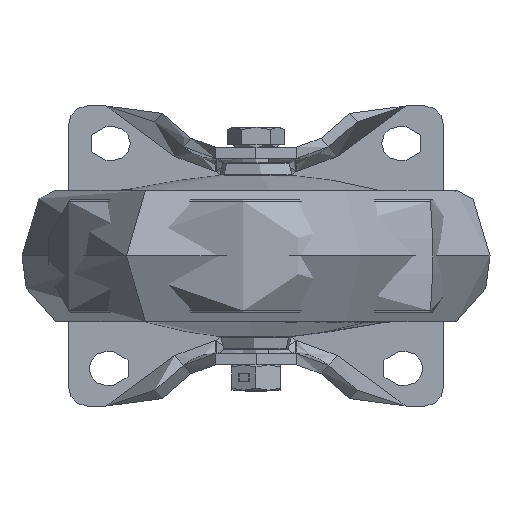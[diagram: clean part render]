
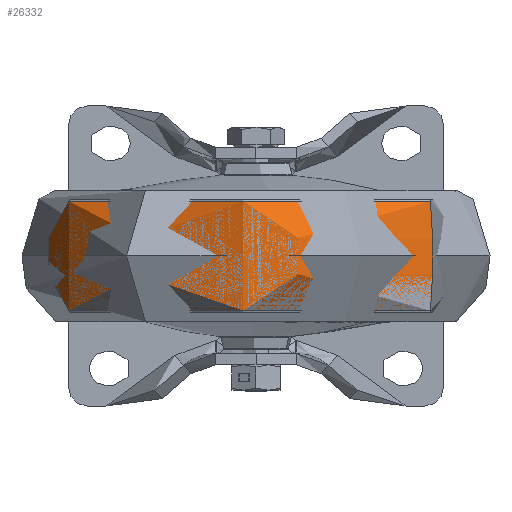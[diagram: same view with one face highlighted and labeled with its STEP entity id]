
A CAD part, front view. The second image highlights one B-rep face of the part: STEP entity #26332.
In plain terms, the highlighted toroidal (fillet/blend) face has major radius 83.478 mm and minor radius 140 mm.
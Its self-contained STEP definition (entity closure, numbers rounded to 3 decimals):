
#3445 = CARTESIAN_POINT ( 'NONE',  ( 56.895, -61.742, 118.394 ) ) ;
#4406 = DIRECTION ( 'NONE',  ( 0.834, -0.552, 0. ) ) ;
#4762 = CIRCLE ( 'NONE', #55494, 140. ) ;
#5441 = AXIS2_PLACEMENT_3D ( 'NONE', #25930, #58861, #17352 ) ;
#5793 = EDGE_LOOP ( 'NONE', ( #29735, #30660, #55920, #46216 ) ) ;
#9103 = CIRCLE ( 'NONE', #52041, 55.76 ) ;
#13064 = CARTESIAN_POINT ( 'NONE',  ( 149.914, -123.258, 147.563 ) ) ;
#14720 = DIRECTION ( 'NONE',  ( 0.834, -0.552, 0. ) ) ;
#15972 = VERTEX_POINT ( 'NONE', #40238 ) ;
#17352 = DIRECTION ( 'NONE',  ( 0.834, -0.552, 0. ) ) ;
#18912 = CARTESIAN_POINT ( 'NONE',  ( 33.775, -46.452, 132.978 ) ) ;
#19905 = TOROIDAL_SURFACE ( 'NONE', #34580, -83.478, 140. ) ;
#20135 = AXIS2_PLACEMENT_3D ( 'NONE', #24340, #29210, #4406 ) ;
#20733 = DIRECTION ( 'NONE',  ( 0.834, -0.552, 0. ) ) ;
#23929 = DIRECTION ( 'NONE',  ( 0., 0., -1. ) ) ;
#24340 = CARTESIAN_POINT ( 'NONE',  ( 173.033, -138.548, 132.978 ) ) ;
#25930 = CARTESIAN_POINT ( 'NONE',  ( 103.404, -92.5, 118.394 ) ) ;
#25974 = EDGE_CURVE ( 'NONE', #38453, #15972, #9103, .T. ) ;
#26332 = ADVANCED_FACE ( 'NONE', ( #29130 ), #19905, .T. ) ;
#27275 = EDGE_CURVE ( 'NONE', #28855, #49984, #47486, .T. ) ;
#28408 = DIRECTION ( 'NONE',  ( -0.834, 0.552, 0. ) ) ;
#28855 = VERTEX_POINT ( 'NONE', #56445 ) ;
#29130 = FACE_OUTER_BOUND ( 'NONE', #5793, .T. ) ;
#29210 = DIRECTION ( 'NONE',  ( -0.552, -0.834, 0. ) ) ;
#29735 = ORIENTED_EDGE ( 'NONE', *, *, #25974, .T. ) ;
#30660 = ORIENTED_EDGE ( 'NONE', *, *, #54211, .T. ) ;
#33010 = DIRECTION ( 'NONE',  ( 0.552, 0.834, 0. ) ) ;
#34580 = AXIS2_PLACEMENT_3D ( 'NONE', #38911, #23929, #14720 ) ;
#35397 = CARTESIAN_POINT ( 'NONE',  ( 103.404, -92.5, 147.563 ) ) ;
#38453 = VERTEX_POINT ( 'NONE', #13064 ) ;
#38911 = CARTESIAN_POINT ( 'NONE',  ( 103.404, -92.5, 132.978 ) ) ;
#40238 = CARTESIAN_POINT ( 'NONE',  ( 56.895, -61.742, 147.563 ) ) ;
#46216 = ORIENTED_EDGE ( 'NONE', *, *, #47666, .F. ) ;
#46461 = CIRCLE ( 'NONE', #20135, 140. ) ;
#47486 = CIRCLE ( 'NONE', #5441, 55.76 ) ;
#47666 = EDGE_CURVE ( 'NONE', #38453, #28855, #4762, .T. ) ;
#49984 = VERTEX_POINT ( 'NONE', #3445 ) ;
#52041 = AXIS2_PLACEMENT_3D ( 'NONE', #35397, #54000, #20733 ) ;
#54000 = DIRECTION ( 'NONE',  ( 0., 0., -1. ) ) ;
#54211 = EDGE_CURVE ( 'NONE', #15972, #49984, #46461, .T. ) ;
#55494 = AXIS2_PLACEMENT_3D ( 'NONE', #18912, #33010, #28408 ) ;
#55920 = ORIENTED_EDGE ( 'NONE', *, *, #27275, .F. ) ;
#56445 = CARTESIAN_POINT ( 'NONE',  ( 149.914, -123.258, 118.394 ) ) ;
#58861 = DIRECTION ( 'NONE',  ( 0., 0., -1. ) ) ;
